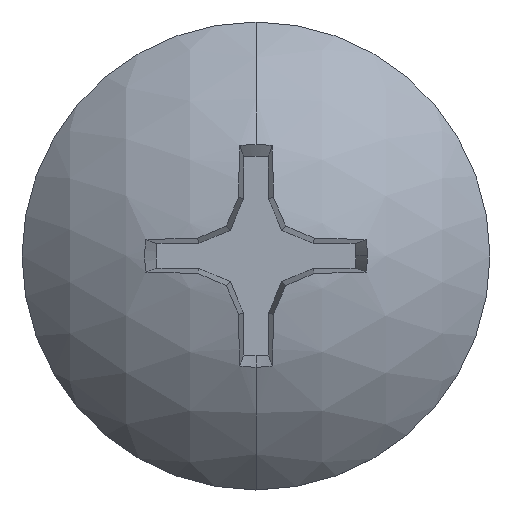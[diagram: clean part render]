
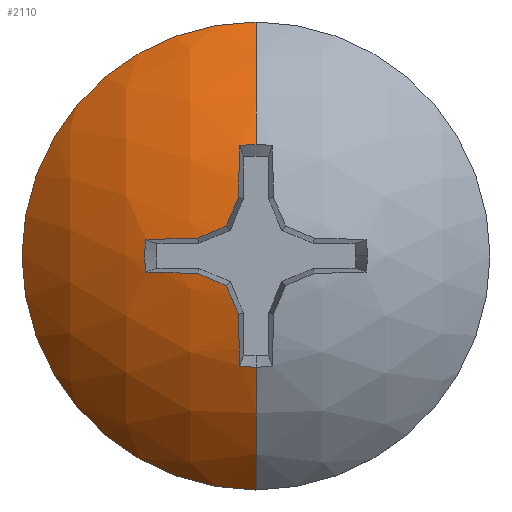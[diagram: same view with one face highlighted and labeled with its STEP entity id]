
A CAD part, top view. The second image highlights one B-rep face of the part: STEP entity #2110.
In plain terms, the highlighted spherical face has radius 3.178 mm.
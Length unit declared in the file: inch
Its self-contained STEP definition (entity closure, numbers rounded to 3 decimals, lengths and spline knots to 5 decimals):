
#74 = EDGE_CURVE ( 'NONE', #1055, #3750, #960, .T. ) ;
#140 = DIRECTION ( 'NONE',  ( -1., 0., 0. ) ) ;
#160 = DIRECTION ( 'NONE',  ( 1., 0., 0. ) ) ;
#168 = VERTEX_POINT ( 'NONE', #2210 ) ;
#203 = VERTEX_POINT ( 'NONE', #3852 ) ;
#245 = AXIS2_PLACEMENT_3D ( 'NONE', #2234, #4060, #3646 ) ;
#253 = ORIENTED_EDGE ( 'NONE', *, *, #1372, .T. ) ;
#320 = ORIENTED_EDGE ( 'NONE', *, *, #457, .T. ) ;
#340 = EDGE_CURVE ( 'NONE', #168, #3901, #725, .T. ) ;
#347 = EDGE_CURVE ( 'NONE', #3901, #371, #1053, .T. ) ;
#357 = VERTEX_POINT ( 'NONE', #2077 ) ;
#371 = VERTEX_POINT ( 'NONE', #3638 ) ;
#399 = CARTESIAN_POINT ( 'NONE',  ( -0.00673, 0.04564, 0.04418 ) ) ;
#457 = EDGE_CURVE ( 'NONE', #4460, #1701, #2892, .T. ) ;
#462 = CARTESIAN_POINT ( 'NONE',  ( 0., 0., -0.0721 ) ) ;
#579 = CARTESIAN_POINT ( 'NONE',  ( -0.04564, -0.00673, 0.04418 ) ) ;
#612 = CARTESIAN_POINT ( 'NONE',  ( -0.002, 0.00483, -0.07256 ) ) ;
#626 = DIRECTION ( 'NONE',  ( 0., 0.996, -0.087 ) ) ;
#634 = DIRECTION ( 'NONE',  ( -0.996, 0., -0.087 ) ) ;
#659 = CARTESIAN_POINT ( 'NONE',  ( 0., 0., 0.04418 ) ) ;
#725 = CIRCLE ( 'NONE', #4655, 0.12505 ) ;
#744 = CARTESIAN_POINT ( 'NONE',  ( 0., 0., 0.04418 ) ) ;
#954 = CIRCLE ( 'NONE', #3753, 0.04614 ) ;
#960 = CIRCLE ( 'NONE', #1208, 0.097 ) ;
#997 = CIRCLE ( 'NONE', #4061, 0.12499 ) ;
#1010 = CARTESIAN_POINT ( 'NONE',  ( 0., 0., 0.04418 ) ) ;
#1019 = EDGE_CURVE ( 'NONE', #1701, #1873, #2125, .T. ) ;
#1020 = CARTESIAN_POINT ( 'NONE',  ( -0.02421, 0.00727, 0.05042 ) ) ;
#1033 = ORIENTED_EDGE ( 'NONE', *, *, #347, .T. ) ;
#1053 = CIRCLE ( 'NONE', #3528, 0.12499 ) ;
#1055 = VERTEX_POINT ( 'NONE', #2802 ) ;
#1062 = AXIS2_PLACEMENT_3D ( 'NONE', #3476, #2783, #3062 ) ;
#1137 = VERTEX_POINT ( 'NONE', #4701 ) ;
#1191 = DIRECTION ( 'NONE',  ( 0., 0., 1. ) ) ;
#1201 = ORIENTED_EDGE ( 'NONE', *, *, #4203, .T. ) ;
#1208 = AXIS2_PLACEMENT_3D ( 'NONE', #3851, #2741, #3110 ) ;
#1259 = AXIS2_PLACEMENT_3D ( 'NONE', #3438, #140, #1191 ) ;
#1262 = VERTEX_POINT ( 'NONE', #4208 ) ;
#1271 = ORIENTED_EDGE ( 'NONE', *, *, #3657, .T. ) ;
#1275 = VERTEX_POINT ( 'NONE', #2172 ) ;
#1340 = CIRCLE ( 'NONE', #4439, 0.12505 ) ;
#1345 = DIRECTION ( 'NONE',  ( -1., 0., 0. ) ) ;
#1372 = EDGE_CURVE ( 'NONE', #1262, #3356, #1340, .T. ) ;
#1390 = DIRECTION ( 'NONE',  ( 0., 0., -1. ) ) ;
#1431 = DIRECTION ( 'NONE',  ( 0., 0., -1. ) ) ;
#1503 = DIRECTION ( 'NONE',  ( 0., 0., -1. ) ) ;
#1537 = DIRECTION ( 'NONE',  ( 0., 1., 0. ) ) ;
#1543 = DIRECTION ( 'NONE',  ( -0.381, -0.92, -0.087 ) ) ;
#1599 = ORIENTED_EDGE ( 'NONE', *, *, #2984, .T. ) ;
#1620 = CARTESIAN_POINT ( 'NONE',  ( 0., 0.00342, -0.0718 ) ) ;
#1701 = VERTEX_POINT ( 'NONE', #399 ) ;
#1753 = CIRCLE ( 'NONE', #1062, 0.12499 ) ;
#1770 = DIRECTION ( 'NONE',  ( 0.087, 0., -0.996 ) ) ;
#1836 = AXIS2_PLACEMENT_3D ( 'NONE', #2080, #2443, #3524 ) ;
#1873 = VERTEX_POINT ( 'NONE', #4121 ) ;
#1980 = DIRECTION ( 'NONE',  ( 0., -0.087, 0.996 ) ) ;
#2077 = CARTESIAN_POINT ( 'NONE',  ( 0., -0.097, 0.0069 ) ) ;
#2080 = CARTESIAN_POINT ( 'NONE',  ( 0.00342, 0., -0.0718 ) ) ;
#2088 = CIRCLE ( 'NONE', #1259, 0.1251 ) ;
#2093 = DIRECTION ( 'NONE',  ( 0.383, 0.924, 0. ) ) ;
#2102 = VERTEX_POINT ( 'NONE', #2648 ) ;
#2110 = ADVANCED_FACE ( 'NONE', ( #3280 ), #3669, .T. ) ;
#2115 = CARTESIAN_POINT ( 'NONE',  ( 0.00342, 0., -0.0718 ) ) ;
#2125 = CIRCLE ( 'NONE', #3957, 0.04614 ) ;
#2172 = CARTESIAN_POINT ( 'NONE',  ( 0., -0.04614, 0.04418 ) ) ;
#2188 = ORIENTED_EDGE ( 'NONE', *, *, #4141, .T. ) ;
#2209 = CARTESIAN_POINT ( 'NONE',  ( -0.00727, 0.02421, 0.05042 ) ) ;
#2210 = CARTESIAN_POINT ( 'NONE',  ( -0.04564, 0.00673, 0.04418 ) ) ;
#2227 = DIRECTION ( 'NONE',  ( 0., 1., 0. ) ) ;
#2234 = CARTESIAN_POINT ( 'NONE',  ( 0., 0., -0.0721 ) ) ;
#2263 = DIRECTION ( 'NONE',  ( 0., 1., 0. ) ) ;
#2298 = EDGE_CURVE ( 'NONE', #1275, #357, #4212, .T. ) ;
#2302 = ORIENTED_EDGE ( 'NONE', *, *, #74, .F. ) ;
#2365 = AXIS2_PLACEMENT_3D ( 'NONE', #2115, #634, #1770 ) ;
#2374 = AXIS2_PLACEMENT_3D ( 'NONE', #4030, #1503, #2263 ) ;
#2423 = EDGE_CURVE ( 'NONE', #357, #1055, #2588, .T. ) ;
#2433 = EDGE_LOOP ( 'NONE', ( #2947, #3334, #1271, #2188, #3244, #253, #1201, #3566, #1033, #4108, #320, #4084, #1599, #2302, #3198 ) ) ;
#2443 = DIRECTION ( 'NONE',  ( -0.996, 0., -0.087 ) ) ;
#2588 = CIRCLE ( 'NONE', #2374, 0.097 ) ;
#2648 = CARTESIAN_POINT ( 'NONE',  ( -0.00727, -0.02421, 0.05042 ) ) ;
#2701 = AXIS2_PLACEMENT_3D ( 'NONE', #4117, #1543, #3376 ) ;
#2741 = DIRECTION ( 'NONE',  ( 0., 0., -1. ) ) ;
#2769 = DIRECTION ( 'NONE',  ( 0.924, 0.383, 0. ) ) ;
#2783 = DIRECTION ( 'NONE',  ( -0.92, -0.381, -0.087 ) ) ;
#2802 = CARTESIAN_POINT ( 'NONE',  ( -0.097, 0., 0.0069 ) ) ;
#2810 = CARTESIAN_POINT ( 'NONE',  ( 0., -0.00342, -0.0718 ) ) ;
#2875 = DIRECTION ( 'NONE',  ( -0.92, 0.381, -0.087 ) ) ;
#2892 = CIRCLE ( 'NONE', #2365, 0.12505 ) ;
#2947 = ORIENTED_EDGE ( 'NONE', *, *, #2298, .F. ) ;
#2984 = EDGE_CURVE ( 'NONE', #1873, #3750, #2088, .T. ) ;
#2988 = CIRCLE ( 'NONE', #2701, 0.12499 ) ;
#3062 = DIRECTION ( 'NONE',  ( -0.383, 0.924, 0. ) ) ;
#3110 = DIRECTION ( 'NONE',  ( 0., 1., 0. ) ) ;
#3166 = DIRECTION ( 'NONE',  ( 0., -0.087, -0.996 ) ) ;
#3187 = DIRECTION ( 'NONE',  ( 0., 0., -1. ) ) ;
#3198 = ORIENTED_EDGE ( 'NONE', *, *, #2423, .F. ) ;
#3244 = ORIENTED_EDGE ( 'NONE', *, *, #4016, .T. ) ;
#3280 = FACE_OUTER_BOUND ( 'NONE', #2433, .T. ) ;
#3334 = ORIENTED_EDGE ( 'NONE', *, *, #4724, .T. ) ;
#3356 = VERTEX_POINT ( 'NONE', #579 ) ;
#3376 = DIRECTION ( 'NONE',  ( -0.924, 0.383, 0. ) ) ;
#3438 = CARTESIAN_POINT ( 'NONE',  ( 0., 0., -0.0721 ) ) ;
#3475 = CIRCLE ( 'NONE', #1836, 0.12505 ) ;
#3476 = CARTESIAN_POINT ( 'NONE',  ( -0.00483, -0.002, -0.07256 ) ) ;
#3524 = DIRECTION ( 'NONE',  ( 0.087, 0., -0.996 ) ) ;
#3528 = AXIS2_PLACEMENT_3D ( 'NONE', #612, #3899, #2769 ) ;
#3566 = ORIENTED_EDGE ( 'NONE', *, *, #340, .T. ) ;
#3601 = EDGE_CURVE ( 'NONE', #371, #4460, #997, .T. ) ;
#3638 = CARTESIAN_POINT ( 'NONE',  ( -0.01232, 0.01232, 0.05178 ) ) ;
#3646 = DIRECTION ( 'NONE',  ( 0., 1., 0. ) ) ;
#3657 = EDGE_CURVE ( 'NONE', #1137, #2102, #3475, .T. ) ;
#3669 = SPHERICAL_SURFACE ( 'NONE', #4603, 0.1251 ) ;
#3690 = CIRCLE ( 'NONE', #4608, 0.04614 ) ;
#3750 = VERTEX_POINT ( 'NONE', #4677 ) ;
#3753 = AXIS2_PLACEMENT_3D ( 'NONE', #744, #1431, #2227 ) ;
#3851 = CARTESIAN_POINT ( 'NONE',  ( 0., 0., 0.0069 ) ) ;
#3852 = CARTESIAN_POINT ( 'NONE',  ( -0.01232, -0.01232, 0.05178 ) ) ;
#3899 = DIRECTION ( 'NONE',  ( -0.381, 0.92, -0.087 ) ) ;
#3901 = VERTEX_POINT ( 'NONE', #1020 ) ;
#3953 = DIRECTION ( 'NONE',  ( -1., 0., 0. ) ) ;
#3957 = AXIS2_PLACEMENT_3D ( 'NONE', #1010, #1390, #3953 ) ;
#4016 = EDGE_CURVE ( 'NONE', #203, #1262, #2988, .T. ) ;
#4030 = CARTESIAN_POINT ( 'NONE',  ( 0., 0., 0.0069 ) ) ;
#4060 = DIRECTION ( 'NONE',  ( 1., 0., 0. ) ) ;
#4061 = AXIS2_PLACEMENT_3D ( 'NONE', #4553, #2875, #2093 ) ;
#4084 = ORIENTED_EDGE ( 'NONE', *, *, #1019, .T. ) ;
#4108 = ORIENTED_EDGE ( 'NONE', *, *, #3601, .T. ) ;
#4117 = CARTESIAN_POINT ( 'NONE',  ( -0.002, -0.00483, -0.07256 ) ) ;
#4121 = CARTESIAN_POINT ( 'NONE',  ( 0., 0.04614, 0.04418 ) ) ;
#4141 = EDGE_CURVE ( 'NONE', #2102, #203, #1753, .T. ) ;
#4192 = DIRECTION ( 'NONE',  ( 0., -0.996, -0.087 ) ) ;
#4203 = EDGE_CURVE ( 'NONE', #3356, #168, #3690, .T. ) ;
#4208 = CARTESIAN_POINT ( 'NONE',  ( -0.02421, -0.00727, 0.05042 ) ) ;
#4212 = CIRCLE ( 'NONE', #245, 0.1251 ) ;
#4439 = AXIS2_PLACEMENT_3D ( 'NONE', #1620, #4192, #1980 ) ;
#4460 = VERTEX_POINT ( 'NONE', #2209 ) ;
#4553 = CARTESIAN_POINT ( 'NONE',  ( -0.00483, 0.002, -0.07256 ) ) ;
#4603 = AXIS2_PLACEMENT_3D ( 'NONE', #462, #160, #1537 ) ;
#4608 = AXIS2_PLACEMENT_3D ( 'NONE', #659, #3187, #1345 ) ;
#4655 = AXIS2_PLACEMENT_3D ( 'NONE', #2810, #626, #3166 ) ;
#4677 = CARTESIAN_POINT ( 'NONE',  ( 0., 0.097, 0.0069 ) ) ;
#4701 = CARTESIAN_POINT ( 'NONE',  ( -0.00673, -0.04564, 0.04418 ) ) ;
#4724 = EDGE_CURVE ( 'NONE', #1275, #1137, #954, .T. ) ;
